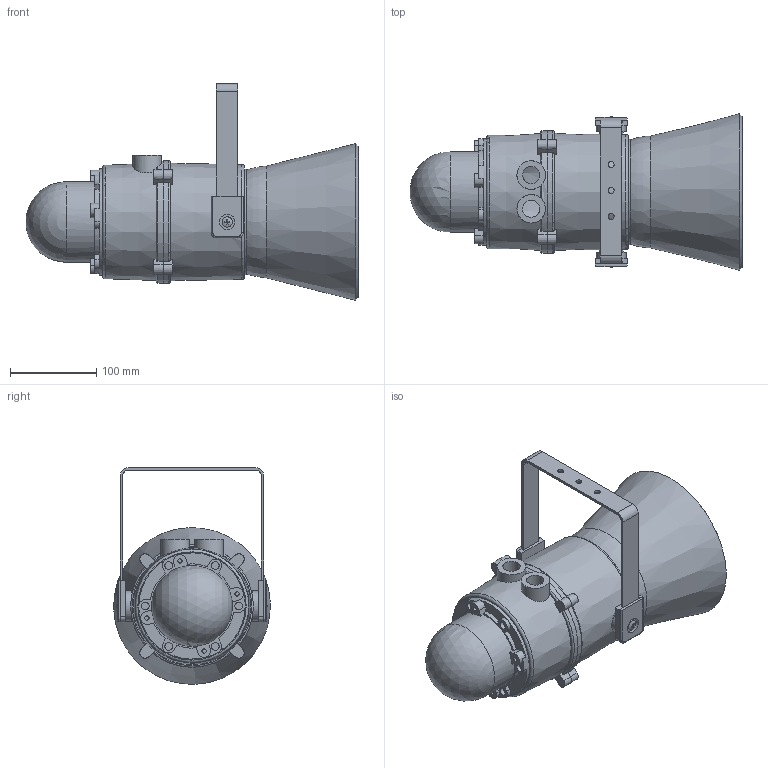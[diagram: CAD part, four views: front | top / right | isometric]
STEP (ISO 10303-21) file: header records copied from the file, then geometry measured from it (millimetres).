
FILE_DESCRIPTION (( 'STEP AP214' ), '1' );
FILE_NAME ('SK0123.STEP', '2014-12-01T14:20:14', ( '' ), ( '' ), 'SwSTEP 2.0', 'SolidWorks 2014', '' );
FILE_SCHEMA (( 'AUTOMOTIVE_DESIGN' ));
Length unit declared in the file: millimetre
Products named in the file (21): M6 pan head; E2X Sounder Enclosure; WAA300N2MM; E2X Combined Cover; S110 horn; a; c; b; Stirrup subassy; SK0123
Assembly tree (12 placements, depth 3):
  M6 pan head
  SK0123
    E2X Sounder Enclosure
    WAA300N2MM
    E2X Combined Cover
    S110 horn
    Stirrup subassy
      a  x2
      c
      b  x2
      M6 pan head  x2
  E2X Sounder Enclosure
  WAA300N2MM
  E2X Combined Cover
Bounding box: 384.06 x 181.26 x 250.63 mm (x, y, z)
Volume: 1483231.7 mm3; surface area: 489690.6 mm2
Topology: 12 solids, 12 shells, 364 faces, 883 edges, 568 vertices
Faces by surface type: plane 179, cylinder 128, torus 24, cone 21, bspline 10, sphere 2
Full cylindrical faces by diameter (mm): 5 x4, 5.1 x6, 6 x2, 7 x3, 8.3 x4, 9 x6, 11.8 x2, 13 x2, 13.5 x2, 18 x2, 20 x3, 26 x1, 29 x2, 33 x2, 35 x2, 36 x1, 40 x1, 54 x1, 56 x1, 57 x2, 60 x1, 93.5 x1, 122 x1, 123 x1, 133.911 x1
Entity records: 9720 total; most frequent: CARTESIAN_POINT 2632, DIRECTION 1397, ORIENTED_EDGE 1246, EDGE_CURVE 623, AXIS2_PLACEMENT_3D 569, VERTEX_POINT 446, EDGE_LOOP 427, FACE_OUTER_BOUND 348
